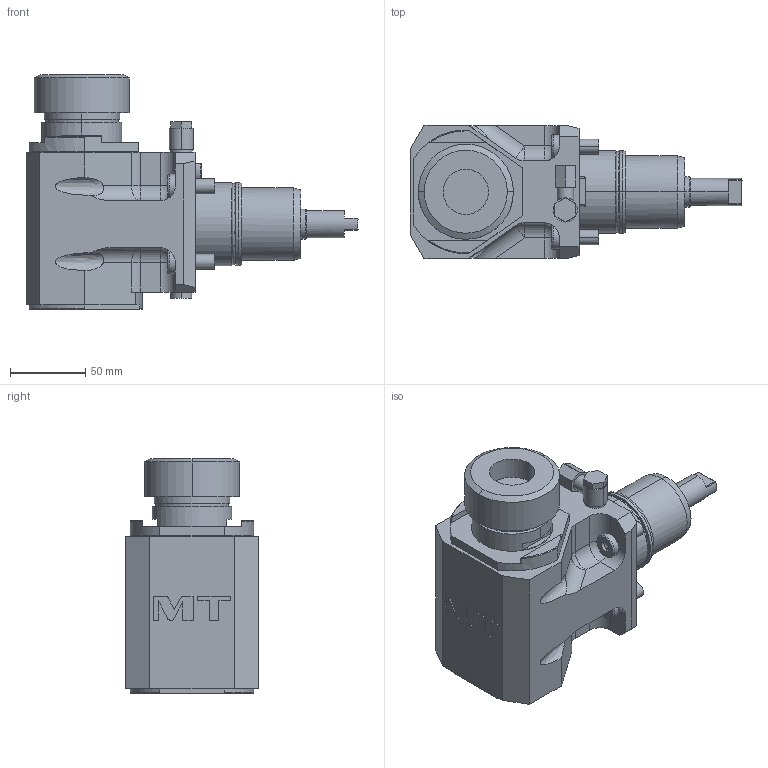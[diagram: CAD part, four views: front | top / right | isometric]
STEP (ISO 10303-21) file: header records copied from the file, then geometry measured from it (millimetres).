
FILE_DESCRIPTION((''),'2;1');
FILE_NAME('NKM1390140_CONF','2023-03-13T15:59:35',('smalpassi'),('M.T. srl'),'CREO PARAMETRIC BY PTC INC, 2021072','CREO PARAMETRIC BY PTC INC, 2021072','');
FILE_SCHEMA(('CONFIG_CONTROL_DESIGN'));
Length unit declared in the file: millimetre
Products named in the file (1): NKM1390140_CONF
Bounding box: 220 x 88 x 155.71 mm (x, y, z)
Volume: 1143357.5 mm3; surface area: 101778.8 mm2
Topology: 1 solids, 1 shells, 345 faces, 845 edges, 538 vertices
Faces by surface type: plane 163, cylinder 122, cone 30, torus 16, sphere 8, bspline 4, extrusion 2
Entity records: 11822 total; most frequent: CARTESIAN_POINT 3577, DIRECTION 1743, ORIENTED_EDGE 1674, EDGE_CURVE 837, AXIS2_PLACEMENT_3D 651, VERTEX_POINT 538, VECTOR 441, LINE 439
